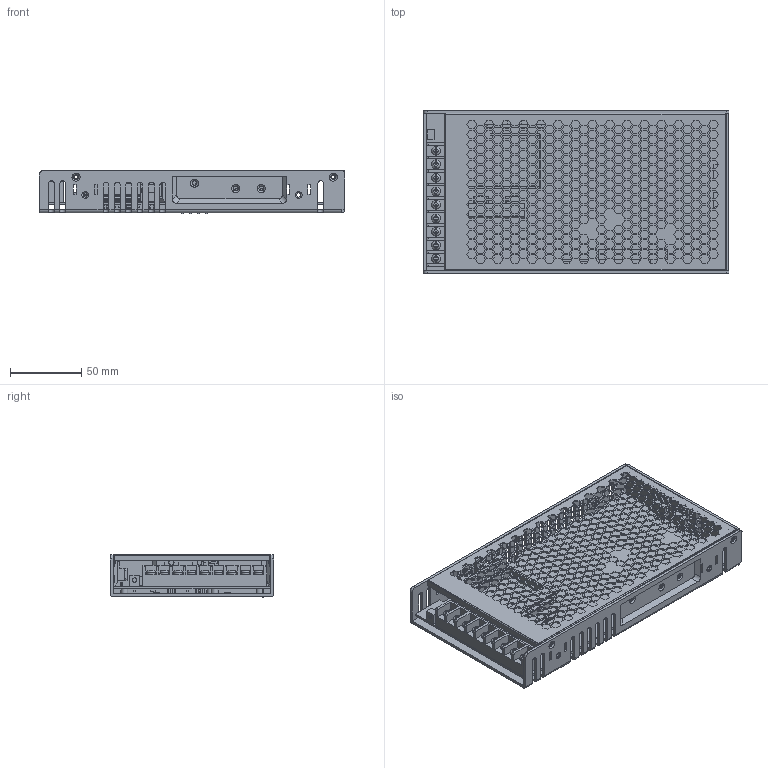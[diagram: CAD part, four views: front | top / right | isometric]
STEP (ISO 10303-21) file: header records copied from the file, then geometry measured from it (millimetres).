
FILE_DESCRIPTION(('OneSpaceDesigner STEP Export'),'2;1');
FILE_NAME('RSP-200.stp','2013-02-25T14:44:17',(''),(''),'OneSpace Designer STEP processor for AP214 (Solid Model)','OneSpace Designer 13.20 11-May-2005 (C) CoCreate Software GmbH','');
FILE_SCHEMA(('AUTOMOTIVE_DESIGN { 1 0 10303 214 1 1 1 1 }'));
Products named in the file (15): ©³®y; ©³®y.2; ©³®y.1; MOS15.5x10.1.1.1.1.1.1.1.1.1.1.2.2.1; mos; tn.1.1.1; pcb; YS; VR.1; SM; 63; BU; cu3.1; a1.1; RSP-200
Assembly tree (23 placements, depth 3):
  RSP-200
    a1.1
      cu3.1
      BU
      63
      SM
      VR.1
      YS
      pcb
      tn.1.1.1
    mos
      MOS15.5x10.1.1.1.1.1.1.1.1.1.1.2.2.1  x10
    ©³®y.1
    ©³®y.2
    ©³®y
Bounding box: 215 x 115 x 30.9 mm (x, y, z)
Volume: 145982.3 mm3; surface area: 181000 mm2
Topology: 21 solids, 21 shells, 3651 faces, 10500 edges, 6937 vertices
Faces by surface type: plane 3138, cylinder 420, torus 73, cone 20
Entity records: 112999 total; most frequent: CARTESIAN_POINT 22735, ORIENTED_EDGE 19820, DIRECTION 16290, EDGE_CURVE 9906, VECTOR 8920, LINE 8920, VERTEX_POINT 6540, EDGE_LOOP 4304
